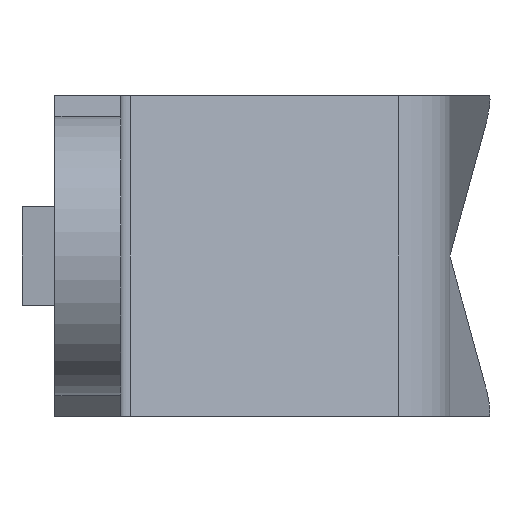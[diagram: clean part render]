
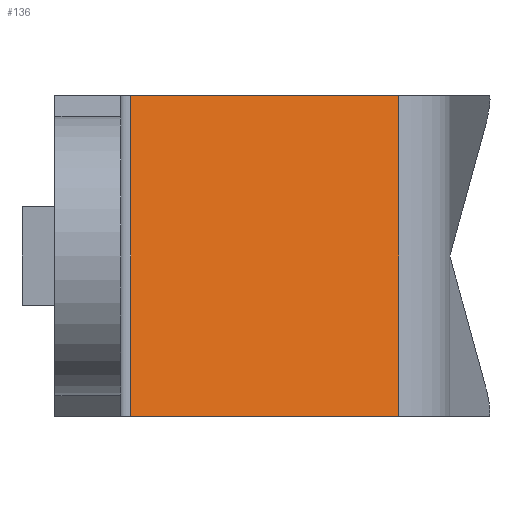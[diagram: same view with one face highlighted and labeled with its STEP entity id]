
A CAD part, left-side view. The second image highlights one B-rep face of the part: STEP entity #136.
In plain terms, the highlighted planar face has unit normal (-0.926, -0.378, 0).
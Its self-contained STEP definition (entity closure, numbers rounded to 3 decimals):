
#136 = ADVANCED_FACE( '', ( #275 ), #276, .F. );
#275 = FACE_OUTER_BOUND( '', #416, .T. );
#276 = PLANE( '', #417 );
#416 = EDGE_LOOP( '', ( #683, #684, #685, #686 ) );
#417 = AXIS2_PLACEMENT_3D( '', #687, #688, #689 );
#683 = ORIENTED_EDGE( '', *, *, #867, .T. );
#684 = ORIENTED_EDGE( '', *, *, #969, .T. );
#685 = ORIENTED_EDGE( '', *, *, #962, .F. );
#686 = ORIENTED_EDGE( '', *, *, #970, .T. );
#687 = CARTESIAN_POINT( '', ( 14.366, -0.622, 10. ) );
#688 = DIRECTION( '', ( 0.926, 0.378, 0. ) );
#689 = DIRECTION( '', ( -0.378, 0.926, 0. ) );
#867 = EDGE_CURVE( '', #1028, #1025, #1029, .T. );
#962 = EDGE_CURVE( '', #1178, #1179, #1180, .T. );
#969 = EDGE_CURVE( '', #1025, #1179, #1188, .T. );
#970 = EDGE_CURVE( '', #1178, #1028, #1189, .T. );
#1025 = VERTEX_POINT( '', #1255 );
#1028 = VERTEX_POINT( '', #1258 );
#1029 = LINE( '', #1259, #1260 );
#1178 = VERTEX_POINT( '', #1468 );
#1179 = VERTEX_POINT( '', #1469 );
#1180 = LINE( '', #1470, #1471 );
#1188 = LINE( '', #1481, #1482 );
#1189 = LINE( '', #1483, #1484 );
#1255 = CARTESIAN_POINT( '', ( 14.366, -0.622, -9.75 ) );
#1258 = CARTESIAN_POINT( '', ( 14.366, -0.622, 9.75 ) );
#1259 = CARTESIAN_POINT( '', ( 14.366, -0.622, 10. ) );
#1260 = VECTOR( '', #1555, 1000. );
#1468 = CARTESIAN_POINT( '', ( 21.004, -16.889, 9.75 ) );
#1469 = CARTESIAN_POINT( '', ( 21.004, -16.889, -9.75 ) );
#1470 = CARTESIAN_POINT( '', ( 21.004, -16.889, 10. ) );
#1471 = VECTOR( '', #1660, 1000. );
#1481 = CARTESIAN_POINT( '', ( 14.366, -0.622, -9.75 ) );
#1482 = VECTOR( '', #1669, 1000. );
#1483 = CARTESIAN_POINT( '', ( 14.366, -0.622, 9.75 ) );
#1484 = VECTOR( '', #1670, 1000. );
#1555 = DIRECTION( '', ( 0., 0., -1. ) );
#1660 = DIRECTION( '', ( 0., 0., -1. ) );
#1669 = DIRECTION( '', ( 0.378, -0.926, 0. ) );
#1670 = DIRECTION( '', ( -0.378, 0.926, 0. ) );
